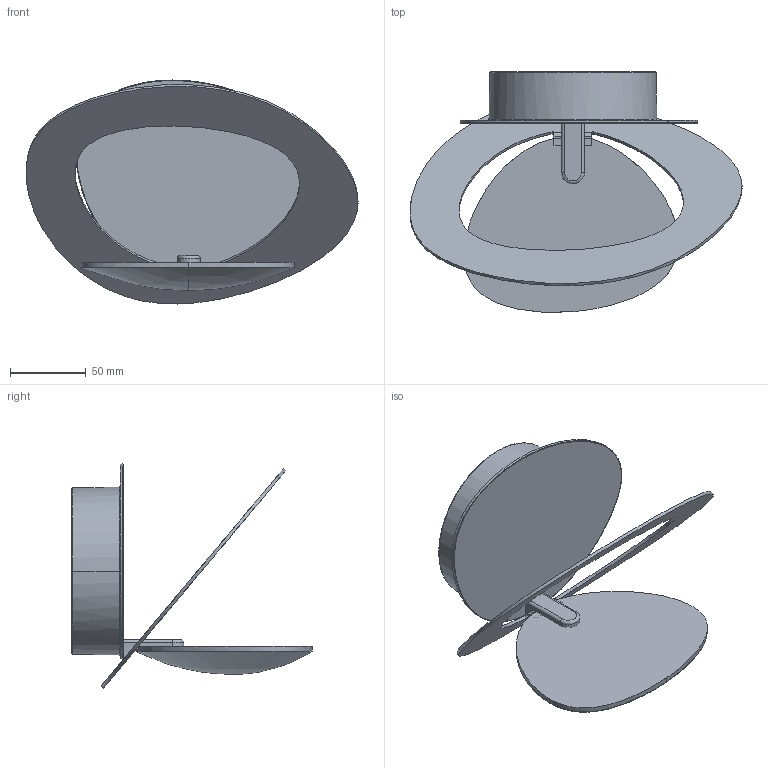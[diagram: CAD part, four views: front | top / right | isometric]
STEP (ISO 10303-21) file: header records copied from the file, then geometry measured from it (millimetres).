
FILE_DESCRIPTION(/* description */ (''),/* implementation_level */ '2;1');
FILE_NAME(/* name */ 'pirce micro parete',/* time_stamp */ '2016-04-29T12:50:18+02:00',/* author */ (''),/* organization */ (''),/* preprocessor_version */ 'ST-DEVELOPER v15',/* originating_system */ '',/* authorisation */ '');
FILE_SCHEMA (('AUTOMOTIVE_DESIGN'));
Length unit declared in the file: millimetre
Products named in the file (3): Document; Y303000277_-; Blocco 33
Assembly tree (2 placements, depth 3):
  Document
    Y303000277_-
      Blocco 33
Bounding box: 219.52 x 158.93 x 148.13 mm (x, y, z)
Volume: 0.4 mm3; surface area: 112446.3 mm2
Topology: 1 solids, 9 shells, 53 faces, 140 edges, 93 vertices
Faces by surface type: bspline 36, plane 17
Entity records: 4535 total; most frequent: CARTESIAN_POINT 3642, ORIENTED_EDGE 242, EDGE_CURVE 139, VERTEX_POINT 93, B_SPLINE_CURVE_WITH_KNOTS 84, EDGE_LOOP 56, ADVANCED_FACE 53, FACE_OUTER_BOUND 53
